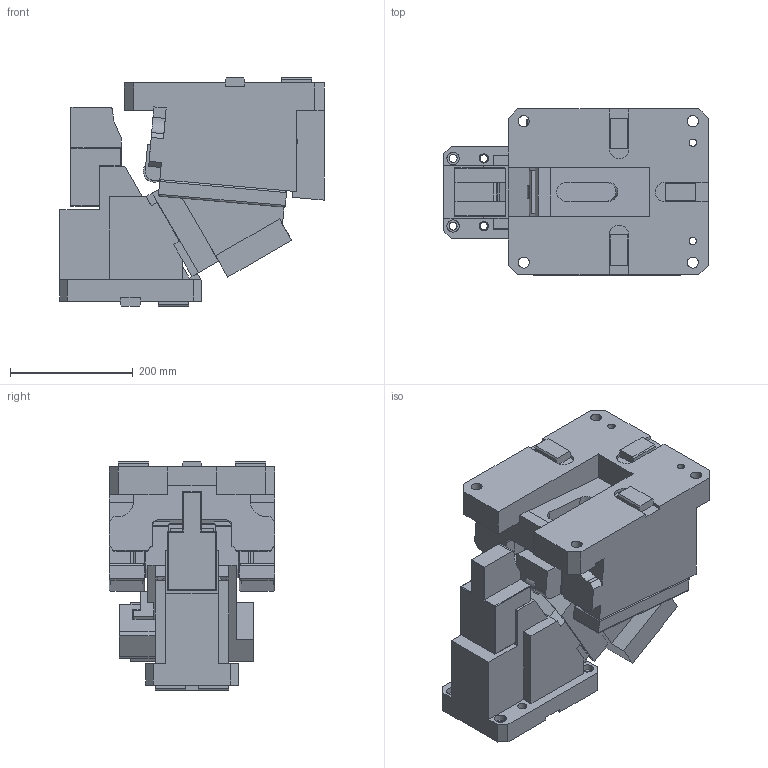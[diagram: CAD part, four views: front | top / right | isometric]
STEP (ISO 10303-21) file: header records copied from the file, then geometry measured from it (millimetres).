
FILE_DESCRIPTION(('CATIA V5 STEP Exchange'),'2;1');
FILE_NAME('CACG_200_60.stp','2015-04-22T09:46:19+00:00',('none'),('none'),'CATIA Version 5 Release 19 SP 2 (IN-10)','CATIA V5 STEP AP203','none');
FILE_SCHEMA(('CONFIG_CONTROL_DESIGN'));
Length unit declared in the file: millimetre
Products named in the file (1): CACG_200_60
Bounding box: 430 x 270 x 372 mm (x, y, z)
Volume: 18941338.7 mm3; surface area: 1062762.9 mm2
Topology: 3 solids, 9 shells, 541 faces, 1454 edges, 941 vertices
Faces by surface type: plane 358, cylinder 181, extrusion 2
Entity records: 19824 total; most frequent: CARTESIAN_POINT 7107, ORIENTED_EDGE 2908, DIRECTION 2086, EDGE_CURVE 1454, VECTOR 1150, LINE 1148, VERTEX_POINT 941, EDGE_LOOP 589
